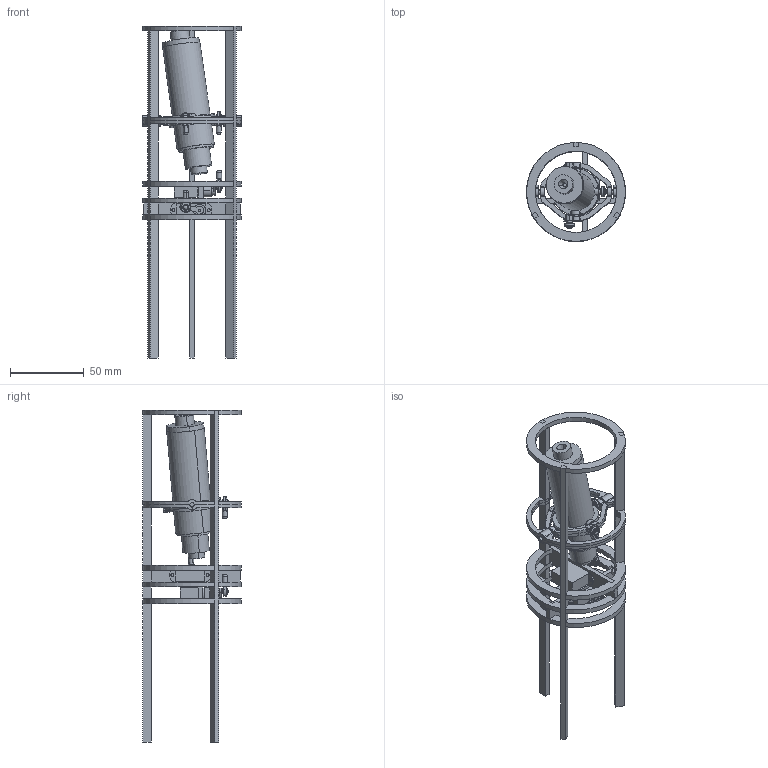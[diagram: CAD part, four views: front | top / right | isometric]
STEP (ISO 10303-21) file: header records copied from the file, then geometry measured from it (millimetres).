
FILE_DESCRIPTION(('CATIA V5 STEP Exchange'),'2;1');
FILE_NAME('RTVC_v2.stp','2015-11-10T16:48:46+00:00',('none'),('none'),'CATIA Version 5 Release 17 (IN-10)','CATIA V5 STEP AP203','none');
FILE_SCHEMA(('CONFIG_CONTROL_DESIGN'));
Length unit declared in the file: millimetre
Products named in the file (1): RTVC
Assembly tree (33 placements, depth 2):
  RTVC
    #56  x2
    #2262  x2
    #4664  x2
    #5574  x4
    #5805  x4
    #5948  x3
    #6703
    #7202
    #7371
    #7830  x2
    #8521  x2
    #9140
    #9695
    #10659
    #11435
    #12155
    #12710  x4
Bounding box: 67 x 67 x 225 mm (x, y, z)
Volume: 87999.1 mm3; surface area: 64638 mm2
Topology: 33 solids, 33 shells, 782 faces, 2135 edges, 1410 vertices
Faces by surface type: plane 371, cylinder 361, cone 26, sphere 16, torus 8
Entity records: 13495 total; most frequent: CARTESIAN_POINT 2886, ORIENTED_EDGE 2298, DIRECTION 1784, EDGE_CURVE 1149, VERTEX_POINT 764, AXIS2_PLACEMENT_3D 706, VECTOR 704, LINE 704
